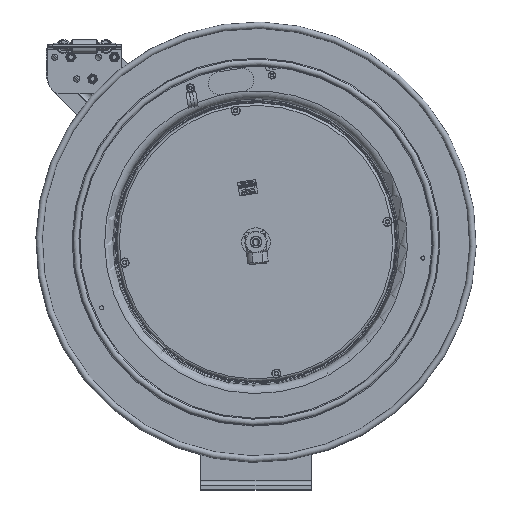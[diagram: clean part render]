
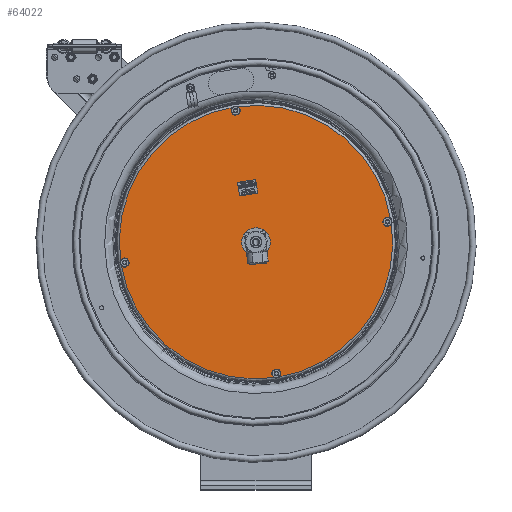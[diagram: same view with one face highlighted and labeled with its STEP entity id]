
A CAD part, top view. The second image highlights one B-rep face of the part: STEP entity #64022.
In plain terms, the highlighted planar face has unit normal (0, 0, 1).
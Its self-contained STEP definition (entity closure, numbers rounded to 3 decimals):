
#3234=FACE_BOUND('',#7409,.T.);
#3235=FACE_BOUND('',#7410,.T.);
#3236=FACE_BOUND('',#7411,.T.);
#3237=FACE_BOUND('',#7412,.T.);
#3238=FACE_BOUND('',#7413,.T.);
#3656=PLANE('',#66856);
#4929=FACE_OUTER_BOUND('',#7408,.T.);
#7408=EDGE_LOOP('',(#45029));
#7409=EDGE_LOOP('',(#45030));
#7410=EDGE_LOOP('',(#45031));
#7411=EDGE_LOOP('',(#45032));
#7412=EDGE_LOOP('',(#45033));
#7413=EDGE_LOOP('',(#45034));
#22884=CIRCLE('',#66857,7.455);
#22885=CIRCLE('',#66858,0.655);
#22886=CIRCLE('',#66859,0.14);
#22887=CIRCLE('',#66860,0.14);
#22888=CIRCLE('',#66861,0.14);
#22889=CIRCLE('',#66862,0.14);
#25239=VERTEX_POINT('',#86604);
#25240=VERTEX_POINT('',#86606);
#25241=VERTEX_POINT('',#86608);
#25242=VERTEX_POINT('',#86610);
#25243=VERTEX_POINT('',#86612);
#25244=VERTEX_POINT('',#86614);
#33806=EDGE_CURVE('',#25239,#25239,#22884,.T.);
#33807=EDGE_CURVE('',#25240,#25240,#22885,.T.);
#33808=EDGE_CURVE('',#25241,#25241,#22886,.T.);
#33809=EDGE_CURVE('',#25242,#25242,#22887,.T.);
#33810=EDGE_CURVE('',#25243,#25243,#22888,.T.);
#33811=EDGE_CURVE('',#25244,#25244,#22889,.T.);
#45029=ORIENTED_EDGE('',*,*,#33806,.F.);
#45030=ORIENTED_EDGE('',*,*,#33807,.T.);
#45031=ORIENTED_EDGE('',*,*,#33808,.T.);
#45032=ORIENTED_EDGE('',*,*,#33809,.T.);
#45033=ORIENTED_EDGE('',*,*,#33810,.T.);
#45034=ORIENTED_EDGE('',*,*,#33811,.T.);
#64022=ADVANCED_FACE('',(#4929,#3234,#3235,#3236,#3237,#3238),#3656,.T.);
#66856=AXIS2_PLACEMENT_3D('',#86603,#71363,#71364);
#66857=AXIS2_PLACEMENT_3D('',#86605,#71365,#71366);
#66858=AXIS2_PLACEMENT_3D('',#86607,#71367,#71368);
#66859=AXIS2_PLACEMENT_3D('',#86609,#71369,#71370);
#66860=AXIS2_PLACEMENT_3D('',#86611,#71371,#71372);
#66861=AXIS2_PLACEMENT_3D('',#86613,#71373,#71374);
#66862=AXIS2_PLACEMENT_3D('',#86615,#71375,#71376);
#71363=DIRECTION('center_axis',(0.,0.,
1.));
#71364=DIRECTION('ref_axis',(0.988,0.153,0.));
#71365=DIRECTION('center_axis',(0.,0.,
-1.));
#71366=DIRECTION('ref_axis',(0.988,0.153,0.));
#71367=DIRECTION('center_axis',(0.,0.,
-1.));
#71368=DIRECTION('ref_axis',(-0.988,-0.153,0.));
#71369=DIRECTION('center_axis',(0.,0.,
-1.));
#71370=DIRECTION('ref_axis',(0.988,0.153,0.));
#71371=DIRECTION('center_axis',(0.,0.,
-1.));
#71372=DIRECTION('ref_axis',(0.988,0.153,0.));
#71373=DIRECTION('center_axis',(0.,0.,
-1.));
#71374=DIRECTION('ref_axis',(0.988,0.153,0.));
#71375=DIRECTION('center_axis',(0.,0.,
-1.));
#71376=DIRECTION('ref_axis',(0.988,0.153,0.));
#86603=CARTESIAN_POINT('Origin',(0.,-0.01,
4.693));
#86604=CARTESIAN_POINT('',(-7.367,-1.153,4.693));
#86605=CARTESIAN_POINT('Origin',(0.,-0.01,
4.693));
#86606=CARTESIAN_POINT('',(0.647,0.09,4.693));
#86607=CARTESIAN_POINT('Origin',(0.,-0.01,
4.693));
#86608=CARTESIAN_POINT('',(7.303,1.123,4.693));
#86609=CARTESIAN_POINT('Origin',(7.164,1.101,4.693));
#86610=CARTESIAN_POINT('',(1.25,-7.153,4.693));
#86611=CARTESIAN_POINT('Origin',(1.111,-7.174,4.693));
#86612=CARTESIAN_POINT('',(-0.973,7.176,4.693));
#86613=CARTESIAN_POINT('Origin',(-1.111,7.154,4.693));
#86614=CARTESIAN_POINT('',(-7.026,-1.1,4.693));
#86615=CARTESIAN_POINT('Origin',(-7.164,-1.121,4.693));
